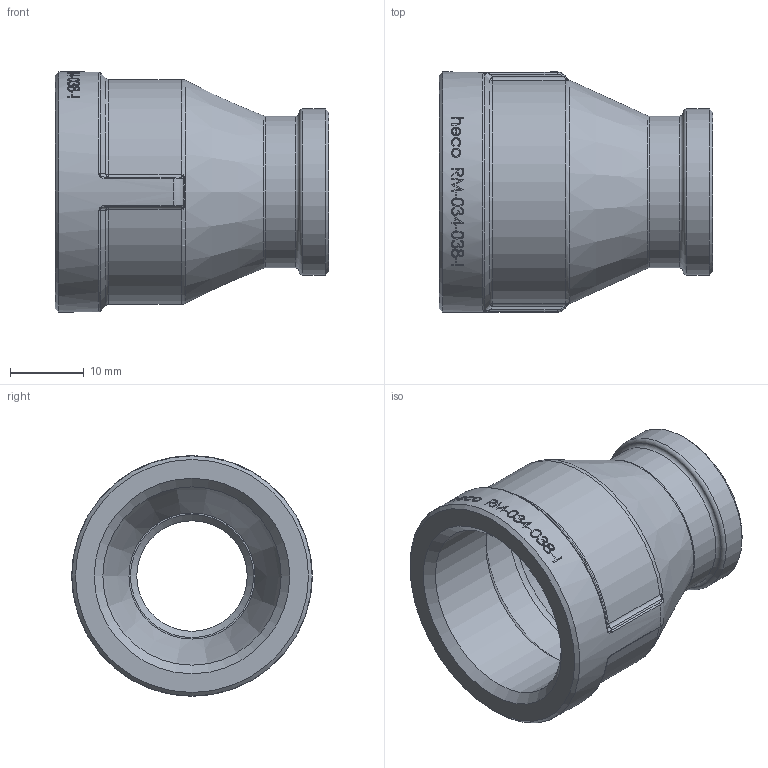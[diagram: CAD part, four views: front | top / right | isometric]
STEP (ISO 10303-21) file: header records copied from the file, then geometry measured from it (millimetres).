
FILE_DESCRIPTION (( 'STEP AP214' ), '1' );
FILE_NAME ('heco_RM-034_038-I Reduziermuffe 2305.STEP', '2023-05-09T09:36:20', ( '' ), ( '' ), 'SwSTEP 2.0', 'SolidWorks 2019', '' );
FILE_SCHEMA (( 'AUTOMOTIVE_DESIGN' ));
Length unit declared in the file: millimetre
Products named in the file (1): heco_RM-034_038-I Reduziermuffe 2305
Bounding box: 37 x 32.5 x 32.5 mm (x, y, z)
Volume: 7827 mm3; surface area: 6529.2 mm2
Topology: 1 solids, 1 shells, 275 faces, 698 edges, 451 vertices
Faces by surface type: bspline 127, plane 80, cylinder 40, torus 14, cone 10, sphere 4
Full cylindrical faces by diameter (mm): 14.95 x1, 20.5 x1, 22.5 x1, 24.117 x1, 27.1 x1, 32.5 x1
Entity records: 15681 total; most frequent: CARTESIAN_POINT 7926, ORIENTED_EDGE 1342, DIRECTION 797, EDGE_CURVE 671, VERTEX_POINT 444, EDGE_LOOP 321, B_SPLINE_CURVE_WITH_KNOTS 302, FACE_OUTER_BOUND 285
